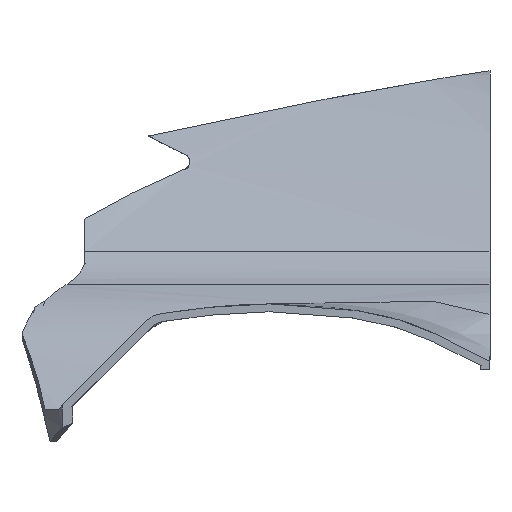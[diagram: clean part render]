
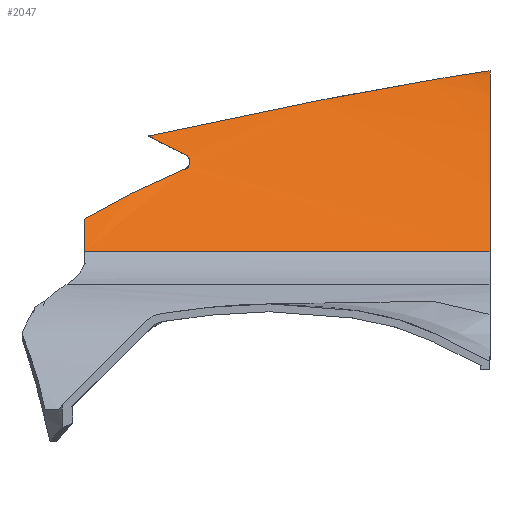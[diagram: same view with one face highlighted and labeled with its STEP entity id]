
A CAD part, left-side view. The second image highlights one B-rep face of the part: STEP entity #2047.
In plain terms, the highlighted free-form (B-spline) face has degree [3, 1] with [13, 2] control points.
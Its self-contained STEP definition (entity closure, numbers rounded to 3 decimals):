
#47=B_SPLINE_SURFACE_WITH_KNOTS('',3,1,((#4152,#4153),(#4154,#4155),(#4156,
#4157),(#4158,#4159),(#4160,#4161),(#4162,#4163),(#4164,#4165),(#4166,#4167),
(#4168,#4169),(#4170,#4171),(#4172,#4173),(#4174,#4175),(#4176,#4177)),
 .SURF_OF_LINEAR_EXTRUSION.,.F.,.F.,.F.,(4,1,1,1,1,1,1,1,1,1,4),(2,2),(0.07,
0.162,0.253,0.345,0.436,
0.528,0.619,0.665,0.711,
0.756,0.802),(0.,1.),.UNSPECIFIED.);
#166=B_SPLINE_CURVE_WITH_KNOTS('',3,(#3351,#3352,#3353,#3354,#3355,#3356,
#3357,#3358,#3359,#3360,#3361),.UNSPECIFIED.,.F.,.F.,(4,1,1,1,1,3,4),(0.,
0.275,0.615,0.746,0.863,
1.,1.01),.UNSPECIFIED.);
#183=B_SPLINE_CURVE_WITH_KNOTS('',3,(#3546,#3547,#3548,#3549),
 .UNSPECIFIED.,.F.,.F.,(4,4),(0.,0.017),
 .UNSPECIFIED.);
#189=B_SPLINE_CURVE_WITH_KNOTS('',3,(#3599,#3600,#3601,#3602,#3603),
 .UNSPECIFIED.,.F.,.F.,(4,1,4),(0.011,0.033,0.055),
 .UNSPECIFIED.);
#190=B_SPLINE_CURVE_WITH_KNOTS('',3,(#3611,#3612,#3613,#3614,#3615,#3616,
#3617,#3618,#3619,#3620,#3621,#3622,#3623,#3624,#3625),.UNSPECIFIED.,.F.,
 .F.,(4,1,1,1,1,1,1,1,1,1,1,1,4),(0.494,0.526,0.557,
0.589,0.621,0.652,0.684,
0.716,0.747,0.779,0.81,
0.874,1.),.UNSPECIFIED.);
#223=B_SPLINE_CURVE_WITH_KNOTS('',3,(#4142,#4143,#4144,#4145,#4146,#4147,
#4148,#4149,#4150,#4151),.UNSPECIFIED.,.F.,.F.,(4,1,1,1,1,1,1,4),(0.,
0.034,0.051,0.068,0.085,
0.102,0.119,0.136),.UNSPECIFIED.);
#224=B_SPLINE_CURVE_WITH_KNOTS('',3,(#4178,#4179,#4180,#4181,#4182,#4183,
#4184,#4185,#4186,#4187,#4188),.UNSPECIFIED.,.F.,.F.,(4,1,1,1,1,3,4),(0.,
0.275,0.615,0.746,0.863,
1.,1.01),.UNSPECIFIED.);
#225=B_SPLINE_CURVE_WITH_KNOTS('',3,(#4189,#4190,#4191,#4192,#4193),
 .UNSPECIFIED.,.F.,.F.,(4,1,4),(0.,0.002,0.004),
 .UNSPECIFIED.);
#226=B_SPLINE_CURVE_WITH_KNOTS('',3,(#4195,#4196,#4197,#4198),
 .UNSPECIFIED.,.F.,.F.,(4,4),(0.,1.),.UNSPECIFIED.);
#577=ORIENTED_EDGE('',*,*,#1114,.T.);
#578=ORIENTED_EDGE('',*,*,#963,.T.);
#579=ORIENTED_EDGE('',*,*,#1021,.T.);
#580=ORIENTED_EDGE('',*,*,#1113,.T.);
#581=ORIENTED_EDGE('',*,*,#1060,.T.);
#582=ORIENTED_EDGE('',*,*,#1115,.T.);
#583=ORIENTED_EDGE('',*,*,#1116,.T.);
#584=ORIENTED_EDGE('',*,*,#1074,.T.);
#585=ORIENTED_EDGE('',*,*,#1070,.T.);
#963=EDGE_CURVE('',#1262,#1265,#1458,.T.);
#1021=EDGE_CURVE('',#1265,#1315,#166,.T.);
#1060=EDGE_CURVE('',#1340,#1341,#183,.T.);
#1070=EDGE_CURVE('',#1349,#1350,#189,.F.);
#1074=EDGE_CURVE('',#1352,#1349,#190,.T.);
#1113=EDGE_CURVE('',#1315,#1340,#223,.F.);
#1114=EDGE_CURVE('',#1350,#1262,#224,.F.);
#1115=EDGE_CURVE('',#1341,#1373,#225,.T.);
#1116=EDGE_CURVE('',#1373,#1352,#226,.T.);
#1262=VERTEX_POINT('',#2794);
#1265=VERTEX_POINT('',#2800);
#1315=VERTEX_POINT('',#3350);
#1340=VERTEX_POINT('',#3550);
#1341=VERTEX_POINT('',#3551);
#1349=VERTEX_POINT('',#3604);
#1350=VERTEX_POINT('',#3605);
#1352=VERTEX_POINT('',#3626);
#1373=VERTEX_POINT('',#4194);
#1458=LINE('',#2801,#1587);
#1587=VECTOR('',#2343,1000.);
#1742=EDGE_LOOP('',(#577,#578,#579,#580,#581,#582,#583,#584,#585));
#1882=FACE_BOUND('',#1742,.T.);
#2047=ADVANCED_FACE('',(#1882),#47,.F.);
#2343=DIRECTION('',(0.,-1.,0.));
#2794=CARTESIAN_POINT('',(-165.75,881.648,300.349));
#2800=CARTESIAN_POINT('',(-165.75,727.84,300.349));
#2801=CARTESIAN_POINT('',(-165.75,330.47,300.349));
#3350=CARTESIAN_POINT('',(-99.395,727.84,369.097));
#3351=CARTESIAN_POINT('',(-170.74,727.84,291.419));
#3352=CARTESIAN_POINT('',(-164.046,727.84,303.568));
#3353=CARTESIAN_POINT('',(-151.261,727.84,325.914));
#3354=CARTESIAN_POINT('',(-126.361,727.84,349.073));
#3355=CARTESIAN_POINT('',(-107.224,727.84,367.533));
#3356=CARTESIAN_POINT('',(-89.73,727.84,371.581));
#3357=CARTESIAN_POINT('',(-79.402,727.84,372.817));
#3358=CARTESIAN_POINT('',(-72.702,727.84,373.347));
#3359=CARTESIAN_POINT('',(-72.214,727.84,373.385));
#3360=CARTESIAN_POINT('',(-71.725,727.84,373.424));
#3361=CARTESIAN_POINT('',(-71.237,727.84,373.462));
#3546=CARTESIAN_POINT('',(-131.411,857.536,344.308));
#3547=CARTESIAN_POINT('',(-133.8,852.867,341.973));
#3548=CARTESIAN_POINT('',(-136.148,848.183,339.631));
#3549=CARTESIAN_POINT('',(-138.427,843.47,337.275));
#3550=CARTESIAN_POINT('',(-131.411,857.536,344.308));
#3551=CARTESIAN_POINT('',(-138.427,843.47,337.275));
#3599=CARTESIAN_POINT('',(-158.225,881.648,312.799));
#3600=CARTESIAN_POINT('',(-155.859,875.546,316.438));
#3601=CARTESIAN_POINT('',(-151.085,863.031,323.175));
#3602=CARTESIAN_POINT('',(-146.066,850.17,329.027));
#3603=CARTESIAN_POINT('',(-143.572,843.663,331.784));
#3604=CARTESIAN_POINT('',(-143.572,843.663,331.784));
#3605=CARTESIAN_POINT('',(-158.225,881.648,312.799));
#3611=CARTESIAN_POINT('',(-141.026,841.834,334.547));
#3612=CARTESIAN_POINT('',(-141.12,841.834,334.447));
#3613=CARTESIAN_POINT('',(-141.26,841.842,334.297));
#3614=CARTESIAN_POINT('',(-141.461,841.868,334.082));
#3615=CARTESIAN_POINT('',(-141.641,841.906,333.889));
#3616=CARTESIAN_POINT('',(-141.772,841.94,333.747));
#3617=CARTESIAN_POINT('',(-141.977,842.009,333.527));
#3618=CARTESIAN_POINT('',(-142.157,842.088,333.332));
#3619=CARTESIAN_POINT('',(-142.331,842.18,333.144));
#3620=CARTESIAN_POINT('',(-142.47,842.265,332.992));
#3621=CARTESIAN_POINT('',(-142.671,842.409,332.773));
#3622=CARTESIAN_POINT('',(-142.901,842.611,332.521));
#3623=CARTESIAN_POINT('',(-143.259,843.01,332.128));
#3624=CARTESIAN_POINT('',(-143.471,843.4,331.896));
#3625=CARTESIAN_POINT('',(-143.572,843.663,331.784));
#3626=CARTESIAN_POINT('',(-141.026,841.834,334.547));
#4142=CARTESIAN_POINT('',(-131.411,857.536,344.308));
#4143=CARTESIAN_POINT('',(-129.008,846.699,346.656));
#4144=CARTESIAN_POINT('',(-125.362,830.447,350.149));
#4145=CARTESIAN_POINT('',(-120.629,808.718,354.65));
#4146=CARTESIAN_POINT('',(-117.227,792.366,357.916));
#4147=CARTESIAN_POINT('',(-113.829,775.985,361.037));
#4148=CARTESIAN_POINT('',(-110.167,759.62,363.976));
#4149=CARTESIAN_POINT('',(-105.931,743.406,366.696));
#4150=CARTESIAN_POINT('',(-101.887,732.842,368.343));
#4151=CARTESIAN_POINT('',(-99.395,727.84,369.097));
#4152=CARTESIAN_POINT('',(-165.75,881.648,300.349));
#4153=CARTESIAN_POINT('',(-165.75,727.84,300.349));
#4154=CARTESIAN_POINT('',(-163.635,881.648,304.055));
#4155=CARTESIAN_POINT('',(-163.635,727.84,304.055));
#4156=CARTESIAN_POINT('',(-159.473,881.648,311.078));
#4157=CARTESIAN_POINT('',(-159.473,727.84,311.078));
#4158=CARTESIAN_POINT('',(-152.91,881.648,320.769));
#4159=CARTESIAN_POINT('',(-152.91,727.84,320.769));
#4160=CARTESIAN_POINT('',(-145.385,881.648,329.963));
#4161=CARTESIAN_POINT('',(-145.385,727.84,329.963));
#4162=CARTESIAN_POINT('',(-137.027,881.648,338.832));
#4163=CARTESIAN_POINT('',(-137.027,727.84,338.832));
#4164=CARTESIAN_POINT('',(-128.178,881.648,347.483));
#4165=CARTESIAN_POINT('',(-128.178,727.84,347.483));
#4166=CARTESIAN_POINT('',(-120.647,881.648,354.639));
#4167=CARTESIAN_POINT('',(-120.647,727.84,354.639));
#4168=CARTESIAN_POINT('',(-114.652,881.648,360.352));
#4169=CARTESIAN_POINT('',(-114.652,727.84,360.352));
#4170=CARTESIAN_POINT('',(-109.921,881.648,364.237));
#4171=CARTESIAN_POINT('',(-109.921,727.84,364.237));
#4172=CARTESIAN_POINT('',(-104.699,881.648,367.325));
#4173=CARTESIAN_POINT('',(-104.699,727.84,367.325));
#4174=CARTESIAN_POINT('',(-100.808,881.648,368.691));
#4175=CARTESIAN_POINT('',(-100.808,727.84,368.691));
#4176=CARTESIAN_POINT('',(-98.83,881.648,369.264));
#4177=CARTESIAN_POINT('',(-98.83,727.84,369.264));
#4178=CARTESIAN_POINT('',(-170.74,881.648,291.419));
#4179=CARTESIAN_POINT('',(-164.046,881.648,303.568));
#4180=CARTESIAN_POINT('',(-151.261,881.648,325.914));
#4181=CARTESIAN_POINT('',(-126.361,881.648,349.073));
#4182=CARTESIAN_POINT('',(-107.224,881.648,367.533));
#4183=CARTESIAN_POINT('',(-89.73,881.648,371.581));
#4184=CARTESIAN_POINT('',(-79.402,881.648,372.817));
#4185=CARTESIAN_POINT('',(-72.702,881.648,373.347));
#4186=CARTESIAN_POINT('',(-72.214,881.648,373.385));
#4187=CARTESIAN_POINT('',(-71.725,881.648,373.424));
#4188=CARTESIAN_POINT('',(-71.237,881.648,373.462));
#4189=CARTESIAN_POINT('',(-138.427,843.47,337.275));
#4190=CARTESIAN_POINT('',(-138.714,842.876,336.978));
#4191=CARTESIAN_POINT('',(-139.556,842.046,336.104));
#4192=CARTESIAN_POINT('',(-140.535,841.784,335.07));
#4193=CARTESIAN_POINT('',(-141.026,841.784,334.547));
#4194=CARTESIAN_POINT('',(-141.026,841.784,334.547));
#4195=CARTESIAN_POINT('',(-141.026,841.784,334.547));
#4196=CARTESIAN_POINT('',(-141.026,841.801,334.547));
#4197=CARTESIAN_POINT('',(-141.026,841.817,334.547));
#4198=CARTESIAN_POINT('',(-141.026,841.834,334.547));
